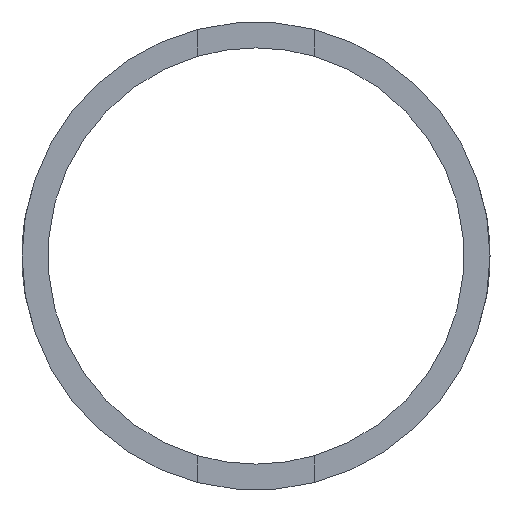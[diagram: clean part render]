
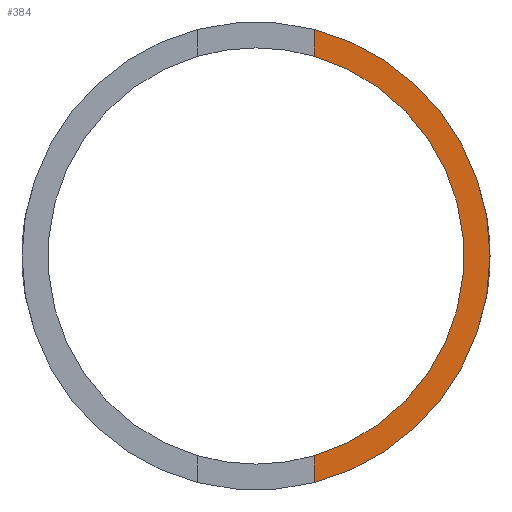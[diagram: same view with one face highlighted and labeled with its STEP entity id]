
A CAD part, left-side view. The second image highlights one B-rep face of the part: STEP entity #384.
In plain terms, the highlighted planar face has unit normal (-1, 0, 0).
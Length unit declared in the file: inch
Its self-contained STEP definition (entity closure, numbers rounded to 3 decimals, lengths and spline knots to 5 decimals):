
#48=FACE_OUTER_BOUND('',#76,.T.);
#76=EDGE_LOOP('',(#336,#337,#338,#339));
#88=CIRCLE('',#408,0.75);
#90=CIRCLE('',#412,0.667);
#124=LINE('',#771,#156);
#125=LINE('',#773,#157);
#156=VECTOR('',#526,0.08608);
#157=VECTOR('',#529,0.08608);
#178=VERTEX_POINT('',#647);
#179=VERTEX_POINT('',#648);
#183=VERTEX_POINT('',#693);
#184=VERTEX_POINT('',#694);
#216=EDGE_CURVE('',#178,#179,#88,.T.);
#222=EDGE_CURVE('',#183,#184,#90,.T.);
#244=EDGE_CURVE('',#184,#178,#124,.T.);
#245=EDGE_CURVE('',#179,#183,#125,.T.);
#336=ORIENTED_EDGE('',*,*,#244,.F.);
#337=ORIENTED_EDGE('',*,*,#222,.F.);
#338=ORIENTED_EDGE('',*,*,#245,.F.);
#339=ORIENTED_EDGE('',*,*,#216,.F.);
#364=PLANE('',#428);
#384=ADVANCED_FACE('',(#48),#364,.F.);
#408=AXIS2_PLACEMENT_3D('',#649,#468,#469);
#412=AXIS2_PLACEMENT_3D('',#695,#479,#480);
#428=AXIS2_PLACEMENT_3D('',#772,#527,#528);
#468=DIRECTION('center_axis',(1.,0.,0.));
#469=DIRECTION('ref_axis',(0.,-1.,0.));
#479=DIRECTION('center_axis',(-1.,0.,0.));
#480=DIRECTION('ref_axis',(0.,-1.,0.));
#526=DIRECTION('',(0.,0.,1.));
#527=DIRECTION('center_axis',(1.,0.,0.));
#528=DIRECTION('ref_axis',(0.,-1.,0.));
#529=DIRECTION('',(0.,0.,1.));
#647=CARTESIAN_POINT('',(-26.,-0.1875,0.72618));
#648=CARTESIAN_POINT('',(-26.,-0.1875,-0.72618));
#649=CARTESIAN_POINT('Origin',(-26.,0.,0.));
#693=CARTESIAN_POINT('',(-26.,-0.1875,-0.6401));
#694=CARTESIAN_POINT('',(-26.,-0.1875,0.6401));
#695=CARTESIAN_POINT('Origin',(-26.,0.,0.));
#771=CARTESIAN_POINT('',(-26.,-0.1875,0.6401));
#772=CARTESIAN_POINT('Origin',(-26.,0.,0.));
#773=CARTESIAN_POINT('',(-26.,-0.1875,-0.72618));
